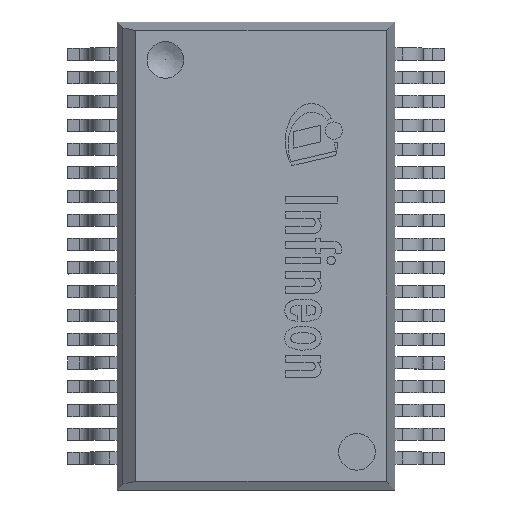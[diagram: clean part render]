
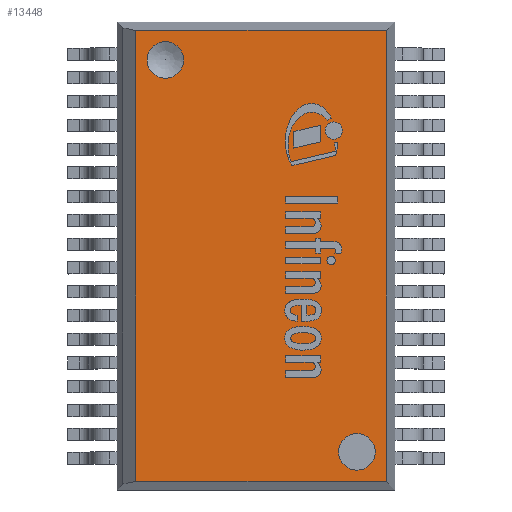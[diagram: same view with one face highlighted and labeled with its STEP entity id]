
A CAD part, top view. The second image highlights one B-rep face of the part: STEP entity #13448.
In plain terms, the highlighted planar face has unit normal (0, 0, 1).
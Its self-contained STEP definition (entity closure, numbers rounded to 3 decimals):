
#30=FACE_BOUND('',#1987,.T.);
#31=FACE_BOUND('',#1988,.T.);
#267=CIRCLE('',#14502,0.5);
#269=CIRCLE('',#14505,0.5);
#1206=FACE_OUTER_BOUND('',#1986,.T.);
#1986=EDGE_LOOP('',(#9877,#9878,#9879,#9880));
#1987=EDGE_LOOP('',(#9881));
#1988=EDGE_LOOP('',(#9882));
#2869=LINE('',#20690,#4300);
#2870=LINE('',#20693,#4301);
#2874=LINE('',#20701,#4305);
#2879=LINE('',#20709,#4310);
#4300=VECTOR('',#16624,1.);
#4301=VECTOR('',#16627,1.);
#4305=VECTOR('',#16633,1.);
#4310=VECTOR('',#16640,1.);
#5776=VERTEX_POINT('',#20643);
#5778=VERTEX_POINT('',#20676);
#5781=VERTEX_POINT('',#20684);
#5783=VERTEX_POINT('',#20688);
#5784=VERTEX_POINT('',#20692);
#5787=VERTEX_POINT('',#20700);
#7293=EDGE_CURVE('',#5776,#5776,#267,.T.);
#7295=EDGE_CURVE('',#5778,#5778,#269,.T.);
#7301=EDGE_CURVE('',#5781,#5783,#2869,.T.);
#7302=EDGE_CURVE('',#5781,#5784,#2870,.T.);
#7306=EDGE_CURVE('',#5784,#5787,#2874,.T.);
#7311=EDGE_CURVE('',#5787,#5783,#2879,.T.);
#9877=ORIENTED_EDGE('',*,*,#7301,.T.);
#9878=ORIENTED_EDGE('',*,*,#7311,.F.);
#9879=ORIENTED_EDGE('',*,*,#7306,.F.);
#9880=ORIENTED_EDGE('',*,*,#7302,.F.);
#9881=ORIENTED_EDGE('',*,*,#7293,.T.);
#9882=ORIENTED_EDGE('',*,*,#7295,.T.);
#12839=PLANE('',#14514);
#13448=ADVANCED_FACE('',(#1206,#30,#31),#12839,.T.);
#14502=AXIS2_PLACEMENT_3D('',#20645,#16606,#16607);
#14505=AXIS2_PLACEMENT_3D('',#20677,#16612,#16613);
#14514=AXIS2_PLACEMENT_3D('',#20713,#16646,#16647);
#16606=DIRECTION('center_axis',(0.,0.,-1.));
#16607=DIRECTION('ref_axis',(1.,0.,0.));
#16612=DIRECTION('center_axis',(0.,0.,-1.));
#16613=DIRECTION('ref_axis',(-1.,0.,0.));
#16624=DIRECTION('',(0.,-1.,0.));
#16627=DIRECTION('',(1.,0.,0.));
#16633=DIRECTION('',(0.,-1.,0.));
#16640=DIRECTION('',(-1.,0.,0.));
#16646=DIRECTION('center_axis',(0.,0.,1.));
#16647=DIRECTION('ref_axis',(1.,0.,0.));
#20643=CARTESIAN_POINT('',(-2.98,5.36,2.55));
#20645=CARTESIAN_POINT('Origin',(-2.48,5.36,2.55));
#20676=CARTESIAN_POINT('',(3.26,-5.36,2.55));
#20677=CARTESIAN_POINT('Origin',(2.76,-5.36,2.55));
#20684=CARTESIAN_POINT('',(-3.291,6.166,2.55));
#20688=CARTESIAN_POINT('',(-3.291,-6.166,2.55));
#20690=CARTESIAN_POINT('',(-3.291,-4.95,2.55));
#20692=CARTESIAN_POINT('',(3.566,6.166,2.55));
#20693=CARTESIAN_POINT('',(-3.8,6.166,2.55));
#20700=CARTESIAN_POINT('',(3.566,-6.166,2.55));
#20701=CARTESIAN_POINT('',(3.566,6.4,2.55));
#20709=CARTESIAN_POINT('',(3.8,-6.166,2.55));
#20713=CARTESIAN_POINT('Origin',(-1.914,5.36,2.55));
